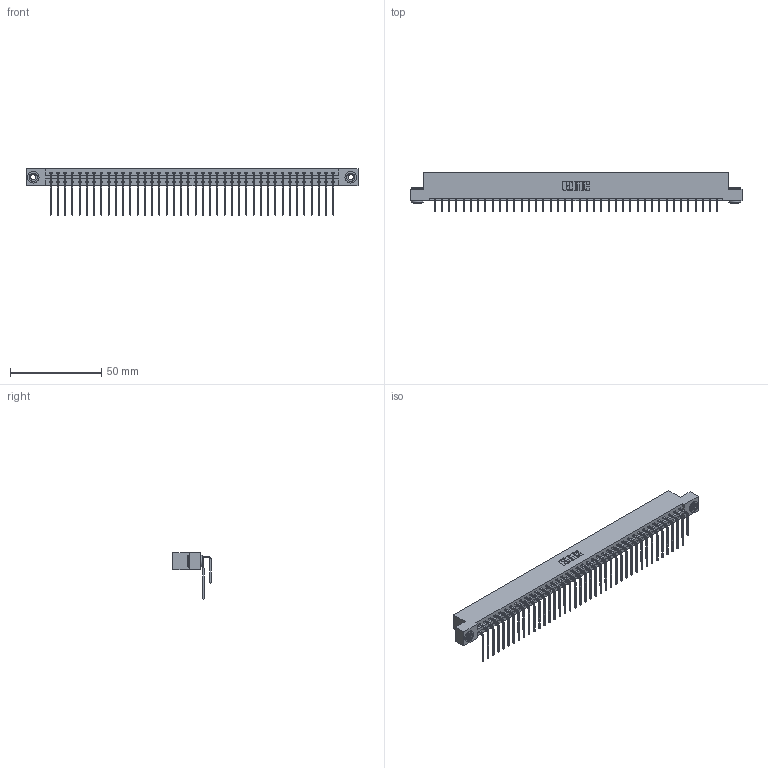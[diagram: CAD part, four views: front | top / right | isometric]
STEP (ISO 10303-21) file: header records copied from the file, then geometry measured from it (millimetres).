
FILE_DESCRIPTION (( 'STEP AP203' ), '1' );
FILE_NAME ('337-080-559-203.STEP', '2018-08-12T19:00:52', ( '' ), ( '' ), 'SwSTEP 2.0', 'SolidWorks 2016', '' );
FILE_SCHEMA (( 'CONFIG_CONTROL_DESIGN' ));
Length unit declared in the file: inch
Products named in the file (5): 345-250-002_345-250-002-102; 337-080-559-203; 337 Part_Flush Mounting Lugs - 0.156 Dia-TH; 345-292-001_558 559 Tail - 1; 345-292-001_559 Tail - 2
Assembly tree (83 placements, depth 2):
  337-080-559-203
    337 Part_Flush Mounting Lugs - 0.156 Dia-TH
    345-292-001_558 559 Tail - 1  x40
    345-292-001_559 Tail - 2  x40
    345-250-002_345-250-002-102  x2
Bounding box: 181.51 x 20.9 x 25.53 mm (x, y, z)
Volume: 19583.1 mm3; surface area: 24661 mm2
Topology: 83 solids, 83 shells, 4632 faces, 13747 edges, 9054 vertices
Faces by surface type: plane 3280, cylinder 1344, cone 8
Entity records: 33706 total; most frequent: CARTESIAN_POINT 5700, ORIENTED_EDGE 5578, DIRECTION 4867, EDGE_CURVE 2789, LINE 2597, VECTOR 2597, VERTEX_POINT 1854, AXIS2_PLACEMENT_3D 1135
